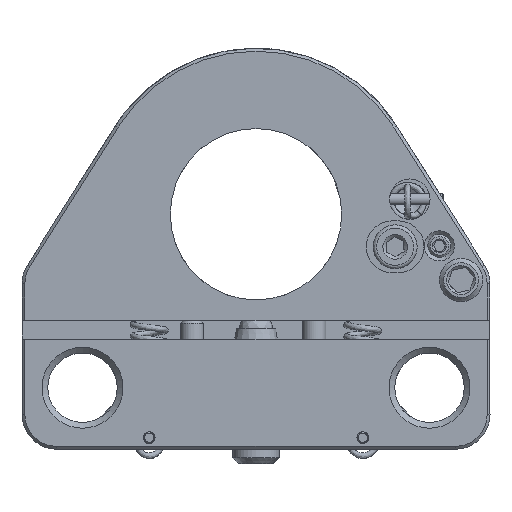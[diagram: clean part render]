
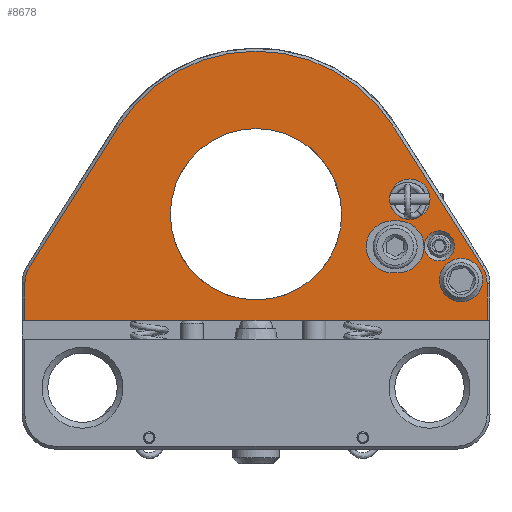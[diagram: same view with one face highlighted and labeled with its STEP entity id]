
A CAD part, front view. The second image highlights one B-rep face of the part: STEP entity #8678.
In plain terms, the highlighted planar face has unit normal (0, -1, 0).
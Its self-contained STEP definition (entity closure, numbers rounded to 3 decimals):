
#73 = EDGE_LOOP ( 'NONE', ( #10105 ) ) ;
#116 = CIRCLE ( 'NONE', #2839, 2.75 ) ;
#157 = VERTEX_POINT ( 'NONE', #13974 ) ;
#368 = DIRECTION ( 'NONE',  ( 0., 1., 0. ) ) ;
#503 = CARTESIAN_POINT ( 'NONE',  ( 0., 0., 20.32 ) ) ;
#566 = FACE_BOUND ( 'NONE', #73, .T. ) ;
#782 = DIRECTION ( 'NONE',  ( 0., 0., 1. ) ) ;
#822 = AXIS2_PLACEMENT_3D ( 'NONE', #9269, #1508, #5843 ) ;
#882 = CARTESIAN_POINT ( 'NONE',  ( 11.913, 0., 27.862 ) ) ;
#1063 = DIRECTION ( 'NONE',  ( 0., 1., 0. ) ) ;
#1474 = CARTESIAN_POINT ( 'NONE',  ( 0., 0., 27.728 ) ) ;
#1508 = DIRECTION ( 'NONE',  ( 0., 1., 0. ) ) ;
#1547 = CARTESIAN_POINT ( 'NONE',  ( 15.86, 0., 18.882 ) ) ;
#1613 = VERTEX_POINT ( 'NONE', #1474 ) ;
#1678 = VERTEX_POINT ( 'NONE', #882 ) ;
#1693 = PLANE ( 'NONE',  #12067 ) ;
#1768 = DIRECTION ( 'NONE',  ( 0., 0., -1. ) ) ;
#1858 = DIRECTION ( 'NONE',  ( 0., 0., -1. ) ) ;
#1973 = AXIS2_PLACEMENT_3D ( 'NONE', #9280, #10216, #9002 ) ;
#2277 = EDGE_CURVE ( 'NONE', #3056, #3784, #116, .T. ) ;
#2343 = CARTESIAN_POINT ( 'NONE',  ( -17.232, 0., 14.319 ) ) ;
#2701 = CARTESIAN_POINT ( 'NONE',  ( 0., 0., 20.32 ) ) ;
#2800 = ORIENTED_EDGE ( 'NONE', *, *, #7379, .F. ) ;
#2839 = AXIS2_PLACEMENT_3D ( 'NONE', #8188, #11460, #13663 ) ;
#2920 = CARTESIAN_POINT ( 'NONE',  ( 11.782, 0., 17.5 ) ) ;
#2947 = LINE ( 'NONE', #3228, #3041 ) ;
#3000 = CARTESIAN_POINT ( 'NONE',  ( 19.982, 0., 20.32 ) ) ;
#3041 = VECTOR ( 'NONE', #6487, 1000. ) ;
#3049 = VERTEX_POINT ( 'NONE', #5736 ) ;
#3056 = VERTEX_POINT ( 'NONE', #13775 ) ;
#3075 = LINE ( 'NONE', #3000, #3274 ) ;
#3115 = CIRCLE ( 'NONE', #1973, 14.1 ) ;
#3170 = ORIENTED_EDGE ( 'NONE', *, *, #7646, .F. ) ;
#3228 = CARTESIAN_POINT ( 'NONE',  ( -19.982, 0., 20.32 ) ) ;
#3274 = VECTOR ( 'NONE', #1858, 1000. ) ;
#3599 = VERTEX_POINT ( 'NONE', #9648 ) ;
#3662 = DIRECTION ( 'NONE',  ( 0.535, 0., -0.845 ) ) ;
#3784 = VERTEX_POINT ( 'NONE', #6566 ) ;
#3788 = VECTOR ( 'NONE', #6848, 1000. ) ;
#3798 = DIRECTION ( 'NONE',  ( 0., 0., 1. ) ) ;
#3890 = FACE_BOUND ( 'NONE', #6975, .T. ) ;
#4142 = CIRCLE ( 'NONE', #8924, 7.408 ) ;
#4543 = ORIENTED_EDGE ( 'NONE', *, *, #12531, .F. ) ;
#4546 = CARTESIAN_POINT ( 'NONE',  ( 13.301, 0., 21.625 ) ) ;
#4558 = VERTEX_POINT ( 'NONE', #8650 ) ;
#4589 = CIRCLE ( 'NONE', #6853, 1.75 ) ;
#4660 = LINE ( 'NONE', #9787, #3788 ) ;
#4720 = LINE ( 'NONE', #7175, #10982 ) ;
#4751 = VERTEX_POINT ( 'NONE', #8018 ) ;
#4978 = DIRECTION ( 'NONE',  ( 0., -1., 0. ) ) ;
#5256 = AXIS2_PLACEMENT_3D ( 'NONE', #12158, #5888, #5750 ) ;
#5383 = EDGE_CURVE ( 'NONE', #5761, #3599, #4660, .T. ) ;
#5391 = EDGE_CURVE ( 'NONE', #1678, #3056, #11408, .T. ) ;
#5464 = EDGE_CURVE ( 'NONE', #11298, #1678, #3115, .T. ) ;
#5548 = CARTESIAN_POINT ( 'NONE',  ( -19.982, 0., 11.125 ) ) ;
#5736 = CARTESIAN_POINT ( 'NONE',  ( 11.782, 0., 19.75 ) ) ;
#5750 = DIRECTION ( 'NONE',  ( 0., 0., 1. ) ) ;
#5761 = VERTEX_POINT ( 'NONE', #10678 ) ;
#5843 = DIRECTION ( 'NONE',  ( 0., 0., 1. ) ) ;
#5888 = DIRECTION ( 'NONE',  ( 0., -1., 0. ) ) ;
#5969 = CIRCLE ( 'NONE', #13923, 2.25 ) ;
#6081 = EDGE_CURVE ( 'NONE', #4751, #4751, #6938, .T. ) ;
#6170 = EDGE_CURVE ( 'NONE', #3049, #4558, #13455, .T. ) ;
#6177 = CIRCLE ( 'NONE', #12087, 2.25 ) ;
#6487 = DIRECTION ( 'NONE',  ( 0., 0., 1. ) ) ;
#6516 = EDGE_CURVE ( 'NONE', #1613, #1613, #4142, .T. ) ;
#6566 = CARTESIAN_POINT ( 'NONE',  ( 19.982, 0., 14.319 ) ) ;
#6848 = DIRECTION ( 'NONE',  ( -1., 0., 0. ) ) ;
#6853 = AXIS2_PLACEMENT_3D ( 'NONE', #4546, #7463, #8885 ) ;
#6872 = VERTEX_POINT ( 'NONE', #11229 ) ;
#6938 = CIRCLE ( 'NONE', #822, 1.875 ) ;
#6975 = EDGE_LOOP ( 'NONE', ( #10913 ) ) ;
#7175 = CARTESIAN_POINT ( 'NONE',  ( 0., 0., 11.125 ) ) ;
#7313 = DIRECTION ( 'NONE',  ( -1., 0., 0. ) ) ;
#7343 = ORIENTED_EDGE ( 'NONE', *, *, #5383, .T. ) ;
#7379 = EDGE_CURVE ( 'NONE', #9767, #8025, #4720, .T. ) ;
#7432 = LINE ( 'NONE', #10651, #13682 ) ;
#7463 = DIRECTION ( 'NONE',  ( 0., 1., 0. ) ) ;
#7535 = EDGE_CURVE ( 'NONE', #3049, #3599, #5969, .T. ) ;
#7646 = EDGE_CURVE ( 'NONE', #157, #11878, #8477, .T. ) ;
#8018 = CARTESIAN_POINT ( 'NONE',  ( 17.732, 0., 16.5 ) ) ;
#8025 = VERTEX_POINT ( 'NONE', #5548 ) ;
#8026 = FACE_OUTER_BOUND ( 'NONE', #12789, .T. ) ;
#8098 = FACE_BOUND ( 'NONE', #12230, .T. ) ;
#8188 = CARTESIAN_POINT ( 'NONE',  ( 17.232, 0., 14.319 ) ) ;
#8477 = CIRCLE ( 'NONE', #13260, 2.75 ) ;
#8650 = CARTESIAN_POINT ( 'NONE',  ( 12.282, 0., 19.75 ) ) ;
#8660 = DIRECTION ( 'NONE',  ( 0., 0., -1. ) ) ;
#8678 = ADVANCED_FACE ( 'NONE', ( #566, #8026, #13574, #3890, #12439, #8098 ), #1693, .F. ) ;
#8885 = DIRECTION ( 'NONE',  ( 0., 0., 1. ) ) ;
#8924 = AXIS2_PLACEMENT_3D ( 'NONE', #503, #368, #9181 ) ;
#9002 = DIRECTION ( 'NONE',  ( 0., 0., -1. ) ) ;
#9181 = DIRECTION ( 'NONE',  ( 0., 0., 1. ) ) ;
#9269 = CARTESIAN_POINT ( 'NONE',  ( 17.732, 0., 14.625 ) ) ;
#9280 = CARTESIAN_POINT ( 'NONE',  ( 0., 0., 20.32 ) ) ;
#9403 = ORIENTED_EDGE ( 'NONE', *, *, #9487, .T. ) ;
#9487 = EDGE_CURVE ( 'NONE', #6872, #6872, #4589, .T. ) ;
#9496 = CARTESIAN_POINT ( 'NONE',  ( -19.556, 0., 15.79 ) ) ;
#9513 = DIRECTION ( 'NONE',  ( 0.535, 0., 0.845 ) ) ;
#9555 = EDGE_CURVE ( 'NONE', #10170, #10170, #13897, .T. ) ;
#9645 = ORIENTED_EDGE ( 'NONE', *, *, #2277, .F. ) ;
#9648 = CARTESIAN_POINT ( 'NONE',  ( 11.782, 0., 15.25 ) ) ;
#9767 = VERTEX_POINT ( 'NONE', #13208 ) ;
#9787 = CARTESIAN_POINT ( 'NONE',  ( 12.282, 0., 15.25 ) ) ;
#10093 = CARTESIAN_POINT ( 'NONE',  ( -11.913, 0., 27.862 ) ) ;
#10105 = ORIENTED_EDGE ( 'NONE', *, *, #9555, .F. ) ;
#10170 = VERTEX_POINT ( 'NONE', #1547 ) ;
#10216 = DIRECTION ( 'NONE',  ( 0., 1., 0. ) ) ;
#10272 = EDGE_CURVE ( 'NONE', #11878, #11298, #7432, .T. ) ;
#10353 = CARTESIAN_POINT ( 'NONE',  ( 11.913, 0., 27.862 ) ) ;
#10464 = ORIENTED_EDGE ( 'NONE', *, *, #11910, .F. ) ;
#10612 = VECTOR ( 'NONE', #3662, 1000. ) ;
#10651 = CARTESIAN_POINT ( 'NONE',  ( -19.556, 0., 15.79 ) ) ;
#10678 = CARTESIAN_POINT ( 'NONE',  ( 12.282, 0., 15.25 ) ) ;
#10788 = EDGE_CURVE ( 'NONE', #5761, #4558, #6177, .T. ) ;
#10913 = ORIENTED_EDGE ( 'NONE', *, *, #6081, .T. ) ;
#10953 = ORIENTED_EDGE ( 'NONE', *, *, #6516, .T. ) ;
#10970 = ORIENTED_EDGE ( 'NONE', *, *, #10788, .F. ) ;
#10982 = VECTOR ( 'NONE', #7313, 1000. ) ;
#11110 = EDGE_LOOP ( 'NONE', ( #10953 ) ) ;
#11188 = DIRECTION ( 'NONE',  ( 1., 0., 0. ) ) ;
#11229 = CARTESIAN_POINT ( 'NONE',  ( 13.301, 0., 23.375 ) ) ;
#11298 = VERTEX_POINT ( 'NONE', #10093 ) ;
#11370 = DIRECTION ( 'NONE',  ( 0., 1., 0. ) ) ;
#11408 = LINE ( 'NONE', #10353, #10612 ) ;
#11410 = CARTESIAN_POINT ( 'NONE',  ( 12.282, 0., 17.5 ) ) ;
#11460 = DIRECTION ( 'NONE',  ( 0., 1., 0. ) ) ;
#11581 = ORIENTED_EDGE ( 'NONE', *, *, #7535, .F. ) ;
#11688 = ORIENTED_EDGE ( 'NONE', *, *, #5391, .F. ) ;
#11878 = VERTEX_POINT ( 'NONE', #9496 ) ;
#11910 = EDGE_CURVE ( 'NONE', #8025, #157, #2947, .T. ) ;
#12067 = AXIS2_PLACEMENT_3D ( 'NONE', #2701, #11370, #1768 ) ;
#12087 = AXIS2_PLACEMENT_3D ( 'NONE', #11410, #13545, #3798 ) ;
#12158 = CARTESIAN_POINT ( 'NONE',  ( 15.86, 0., 17.582 ) ) ;
#12164 = VECTOR ( 'NONE', #11188, 1000. ) ;
#12230 = EDGE_LOOP ( 'NONE', ( #11581, #13657, #10970, #7343 ) ) ;
#12439 = FACE_BOUND ( 'NONE', #13598, .T. ) ;
#12531 = EDGE_CURVE ( 'NONE', #3784, #9767, #3075, .T. ) ;
#12532 = CARTESIAN_POINT ( 'NONE',  ( 12.282, 0., 19.75 ) ) ;
#12789 = EDGE_LOOP ( 'NONE', ( #10464, #2800, #4543, #9645, #11688, #13587, #13746, #3170 ) ) ;
#13208 = CARTESIAN_POINT ( 'NONE',  ( 19.982, 0., 11.125 ) ) ;
#13260 = AXIS2_PLACEMENT_3D ( 'NONE', #2343, #1063, #8660 ) ;
#13455 = LINE ( 'NONE', #12532, #12164 ) ;
#13545 = DIRECTION ( 'NONE',  ( 0., -1., 0. ) ) ;
#13574 = FACE_BOUND ( 'NONE', #11110, .T. ) ;
#13587 = ORIENTED_EDGE ( 'NONE', *, *, #5464, .F. ) ;
#13598 = EDGE_LOOP ( 'NONE', ( #9403 ) ) ;
#13657 = ORIENTED_EDGE ( 'NONE', *, *, #6170, .T. ) ;
#13663 = DIRECTION ( 'NONE',  ( 0., 0., -1. ) ) ;
#13682 = VECTOR ( 'NONE', #9513, 1000. ) ;
#13746 = ORIENTED_EDGE ( 'NONE', *, *, #10272, .F. ) ;
#13775 = CARTESIAN_POINT ( 'NONE',  ( 19.556, 0., 15.79 ) ) ;
#13897 = CIRCLE ( 'NONE', #5256, 1.3 ) ;
#13923 = AXIS2_PLACEMENT_3D ( 'NONE', #2920, #4978, #782 ) ;
#13974 = CARTESIAN_POINT ( 'NONE',  ( -19.982, 0., 14.319 ) ) ;
